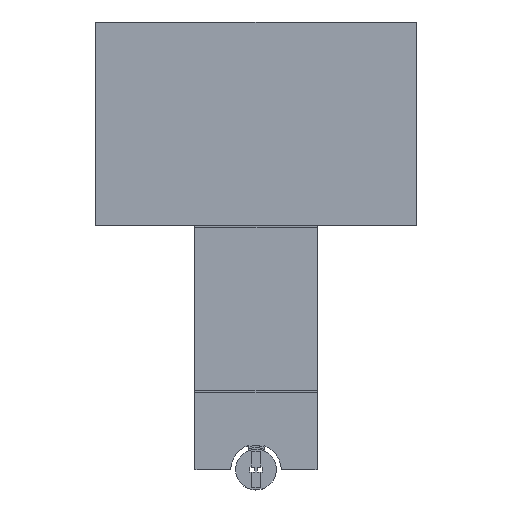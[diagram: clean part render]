
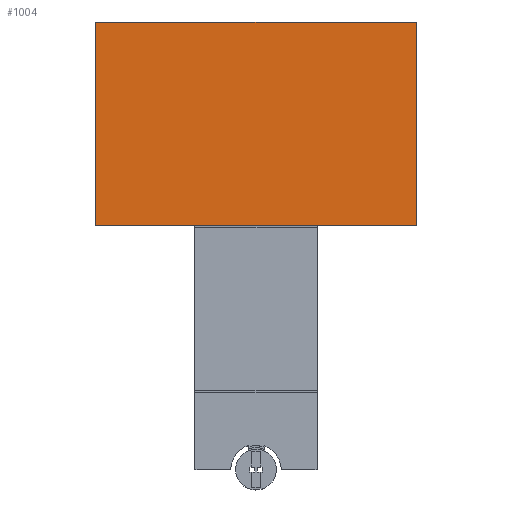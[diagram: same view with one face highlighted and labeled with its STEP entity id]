
A CAD part, top view. The second image highlights one B-rep face of the part: STEP entity #1004.
In plain terms, the highlighted planar face has unit normal (0, 0, 1).
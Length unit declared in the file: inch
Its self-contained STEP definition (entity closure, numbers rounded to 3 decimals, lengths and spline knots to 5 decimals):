
#965=CARTESIAN_POINT('',(0.,0.,0.03937));
#966=DIRECTION('',(0.0,0.0,1.0));
#967=DIRECTION('',(1.0,0.0,0.0));
#968=AXIS2_PLACEMENT_3D('',#965,#966,#967);
#969=PLANE('',#968);
#970=CARTESIAN_POINT('',(1.9685,1.25,0.03937));
#971=VERTEX_POINT('',#970);
#972=CARTESIAN_POINT('',(1.9685,-1.25,0.03937));
#973=VERTEX_POINT('',#972);
#974=CARTESIAN_POINT('',(1.9685,1.25,0.03937));
#975=DIRECTION('',(0.0,-1.0,0.0));
#976=VECTOR('',#975,2.5);
#977=LINE('',#974,#976);
#978=EDGE_CURVE('',#971,#973,#977,.T.);
#979=ORIENTED_EDGE('',*,*,#978,.F.);
#980=CARTESIAN_POINT('',(-1.9685,1.25,0.03937));
#981=VERTEX_POINT('',#980);
#982=CARTESIAN_POINT('',(-1.9685,1.25,0.03937));
#983=DIRECTION('',(1.0,0.0,0.0));
#984=VECTOR('',#983,3.93701);
#985=LINE('',#982,#984);
#986=EDGE_CURVE('',#981,#971,#985,.T.);
#987=ORIENTED_EDGE('',*,*,#986,.F.);
#988=CARTESIAN_POINT('',(-1.9685,-1.25,0.03937));
#989=VERTEX_POINT('',#988);
#990=CARTESIAN_POINT('',(-1.9685,-1.25,0.03937));
#991=DIRECTION('',(0.0,1.0,0.0));
#992=VECTOR('',#991,2.5);
#993=LINE('',#990,#992);
#994=EDGE_CURVE('',#989,#981,#993,.T.);
#995=ORIENTED_EDGE('',*,*,#994,.F.);
#996=CARTESIAN_POINT('',(1.9685,-1.25,0.03937));
#997=DIRECTION('',(-1.0,0.0,0.0));
#998=VECTOR('',#997,3.93701);
#999=LINE('',#996,#998);
#1000=EDGE_CURVE('',#973,#989,#999,.T.);
#1001=ORIENTED_EDGE('',*,*,#1000,.F.);
#1002=EDGE_LOOP('',(#979,#987,#995,#1001));
#1003=FACE_OUTER_BOUND('',#1002,.T.);
#1004=ADVANCED_FACE('',(#1003),#969,.T.);
